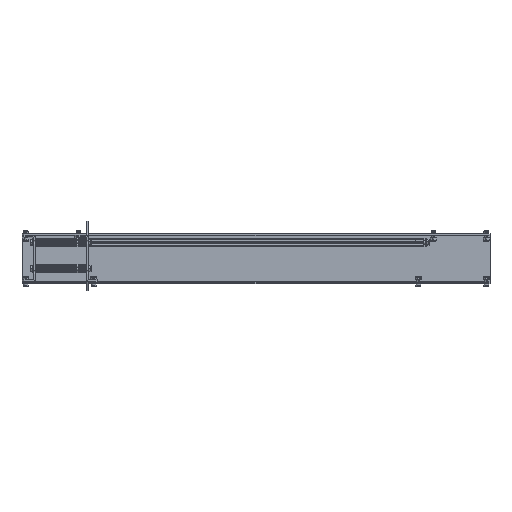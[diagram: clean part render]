
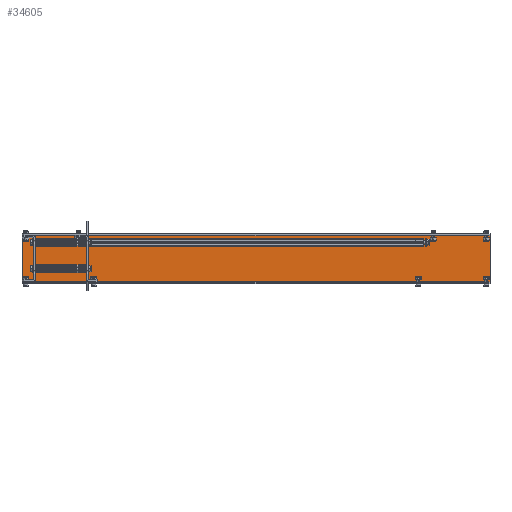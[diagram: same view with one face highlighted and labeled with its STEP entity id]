
A CAD part, top view. The second image highlights one B-rep face of the part: STEP entity #34605.
In plain terms, the highlighted face is planar.
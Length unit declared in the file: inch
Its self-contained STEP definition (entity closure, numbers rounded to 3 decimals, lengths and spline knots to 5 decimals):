
#870 = VERTEX_POINT ( 'NONE', #19614 ) ;
#1425 = VERTEX_POINT ( 'NONE', #23311 ) ;
#1757 = ORIENTED_EDGE ( 'NONE', *, *, #10731, .F. ) ;
#2359 = EDGE_CURVE ( 'NONE', #22424, #22818, #13236, .T. ) ;
#2649 = VECTOR ( 'NONE', #28286, 39.37008 ) ;
#4336 = DIRECTION ( 'NONE',  ( -1., 0., 0. ) ) ;
#5833 = ORIENTED_EDGE ( 'NONE', *, *, #2359, .T. ) ;
#6153 = EDGE_CURVE ( 'NONE', #870, #1425, #26138, .T. ) ;
#6913 = VECTOR ( 'NONE', #4336, 39.37008 ) ;
#7074 = EDGE_LOOP ( 'NONE', ( #1757, #23012, #23525, #5833 ) ) ;
#8227 = DIRECTION ( 'NONE',  ( 0., 0., 1. ) ) ;
#10463 = EDGE_CURVE ( 'NONE', #22424, #1425, #32774, .T. ) ;
#10731 = EDGE_CURVE ( 'NONE', #870, #22818, #15411, .T. ) ;
#11136 = AXIS2_PLACEMENT_3D ( 'NONE', #32249, #26507, #29488 ) ;
#12097 = CARTESIAN_POINT ( 'NONE',  ( 0., 0.125, -3.05 ) ) ;
#13236 = LINE ( 'NONE', #16662, #16588 ) ;
#15411 = LINE ( 'NONE', #22164, #6913 ) ;
#16588 = VECTOR ( 'NONE', #8227, 39.37008 ) ;
#16662 = CARTESIAN_POINT ( 'NONE',  ( 0., 0.125, 0. ) ) ;
#18043 = CARTESIAN_POINT ( 'NONE',  ( 0., 0.125, -0.03 ) ) ;
#19266 = CARTESIAN_POINT ( 'NONE',  ( 31., 0.125, 0. ) ) ;
#19614 = CARTESIAN_POINT ( 'NONE',  ( 31., 0.125, -0.03 ) ) ;
#22164 = CARTESIAN_POINT ( 'NONE',  ( 31., 0.125, -0.03 ) ) ;
#22288 = FACE_OUTER_BOUND ( 'NONE', #7074, .T. ) ;
#22424 = VERTEX_POINT ( 'NONE', #36480 ) ;
#22818 = VERTEX_POINT ( 'NONE', #18043 ) ;
#23012 = ORIENTED_EDGE ( 'NONE', *, *, #6153, .T. ) ;
#23311 = CARTESIAN_POINT ( 'NONE',  ( 31., 0.125, -3.05 ) ) ;
#23525 = ORIENTED_EDGE ( 'NONE', *, *, #10463, .F. ) ;
#26138 = LINE ( 'NONE', #19266, #2649 ) ;
#26507 = DIRECTION ( 'NONE',  ( 0., -1., 0. ) ) ;
#28286 = DIRECTION ( 'NONE',  ( 0., 0., -1. ) ) ;
#29364 = PLANE ( 'NONE',  #11136 ) ;
#29488 = DIRECTION ( 'NONE',  ( 0., 0., -1. ) ) ;
#30872 = VECTOR ( 'NONE', #33082, 39.37008 ) ;
#32249 = CARTESIAN_POINT ( 'NONE',  ( 0., 0.125, -3.08 ) ) ;
#32774 = LINE ( 'NONE', #12097, #30872 ) ;
#33082 = DIRECTION ( 'NONE',  ( 1., 0., 0. ) ) ;
#34605 = ADVANCED_FACE ( 'NONE', ( #22288 ), #29364, .F. ) ;
#36480 = CARTESIAN_POINT ( 'NONE',  ( 0., 0.125, -3.05 ) ) ;
